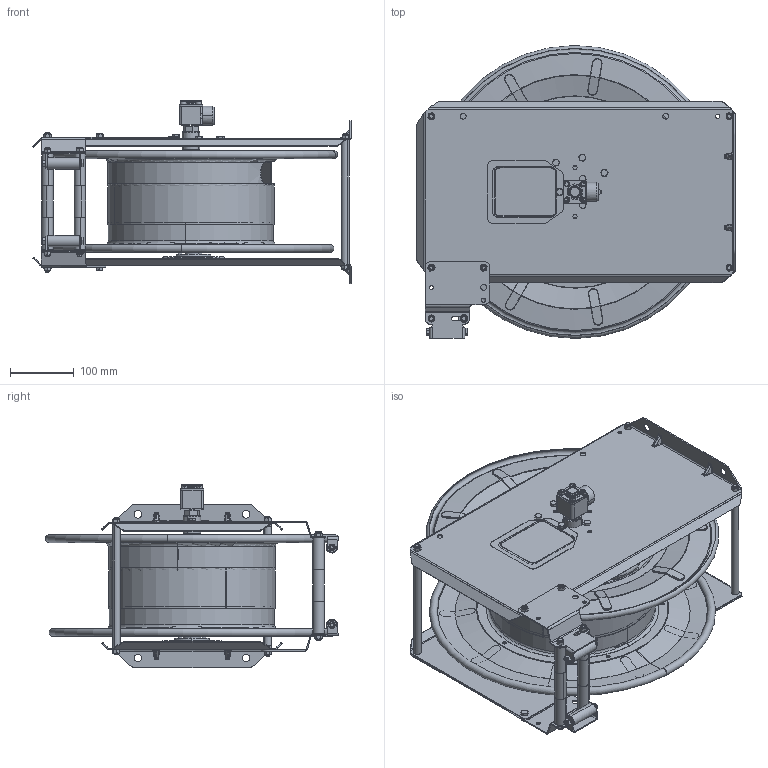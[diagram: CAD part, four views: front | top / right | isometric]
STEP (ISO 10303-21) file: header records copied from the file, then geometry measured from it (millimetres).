
FILE_DESCRIPTION (( 'STEP AP214' ), '1' );
FILE_NAME ('ST3010 Kpl.Ku.STEP', '2010-06-24T15:35:19', ( 'User' ), ( '' ), 'SwSTEP 2.0', 'SolidWorks 2009', '' );
FILE_SCHEMA (( 'AUTOMOTIVE_DESIGN' ));
Length unit declared in the file: millimetre
Products named in the file (1): ST3010 Kpl.Ku
Bounding box: 500.52 x 460.37 x 287.9 mm (x, y, z)
Surface area: 1514919.8 mm2 (no closed solid volume)
Topology: 0 solids, 92 shells, 1079 faces, 3286 edges, 2213 vertices
Faces by surface type: plane 431, cylinder 368, cone 149, torus 75, bspline 55, sphere 1
Entity records: 53995 total; most frequent: CARTESIAN_POINT 13833, DIRECTION 5886, ORIENTED_EDGE 5427, EDGE_CURVE 3275, AXIS2_PLACEMENT_3D 2301, VERTEX_POINT 2213, LINE 1284, VECTOR 1284
